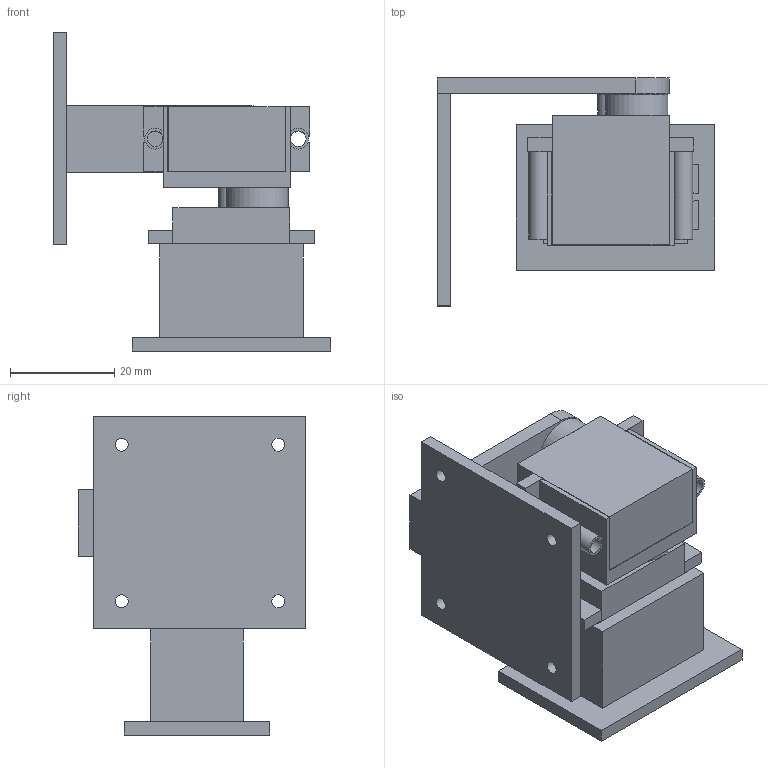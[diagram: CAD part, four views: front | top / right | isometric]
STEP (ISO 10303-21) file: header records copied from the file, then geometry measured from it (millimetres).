
FILE_DESCRIPTION(/* description */ (''),/* implementation_level */ '2;1');
FILE_NAME(/* name */ 'Gimbal_full v3.step',/* time_stamp */ '2025-07-15T09:19:59-04:00',/* author */ (''),/* organization */ (''),/* preprocessor_version */ 'ST-DEVELOPER v20.1',/* originating_system */ 'Autodesk Translation Framework v14.10.0.0',/* authorisation */ '');
FILE_SCHEMA (('AUTOMOTIVE_DESIGN { 1 0 10303 214 3 1 1 }'));
Length unit declared in the file: inch
Products named in the file (16): Gimbal_full; Bottom_gimbal; top_gimbal; Component1; Component2; Middle_gimbal; Component2_1; Component3; Component2(Mirror); SG90 Servo Beffkipp; Component1_1; Component2_2; Component3_1; Component4; Component5; Component6
Assembly tree (16 placements, depth 4):
  Gimbal_full
    Bottom_gimbal
    top_gimbal
      Component1
      Component2
    Middle_gimbal
      Component2_1
      Component3
      SG90 Servo Beffkipp
        Component1_1
        Component2_2
        Component3_1
        Component4
        Component5
        Component6
      Component2(Mirror)
    SG90 Servo Beffkipp
      Component1_1
      Component2_2
      Component3_1
      Component4
      Component5
      Component6
Bounding box: 53.2 x 43.69 x 60.96 mm (x, y, z)
Volume: 29023.4 mm3; surface area: 20015.6 mm2
Topology: 18 solids, 18 shells, 129 faces, 273 edges, 182 vertices
Faces by surface type: plane 105, cylinder 24
Full cylindrical faces by diameter (mm): 2.5 x4, 3 x2, 3.997 x2, 4 x2, 5 x4, 6.5 x1
Entity records: 3032 total; most frequent: DIRECTION 487, CARTESIAN_POINT 460, ORIENTED_EDGE 402, EDGE_CURVE 201, LINE 165, VECTOR 165, AXIS2_PLACEMENT_3D 161, VERTEX_POINT 134
